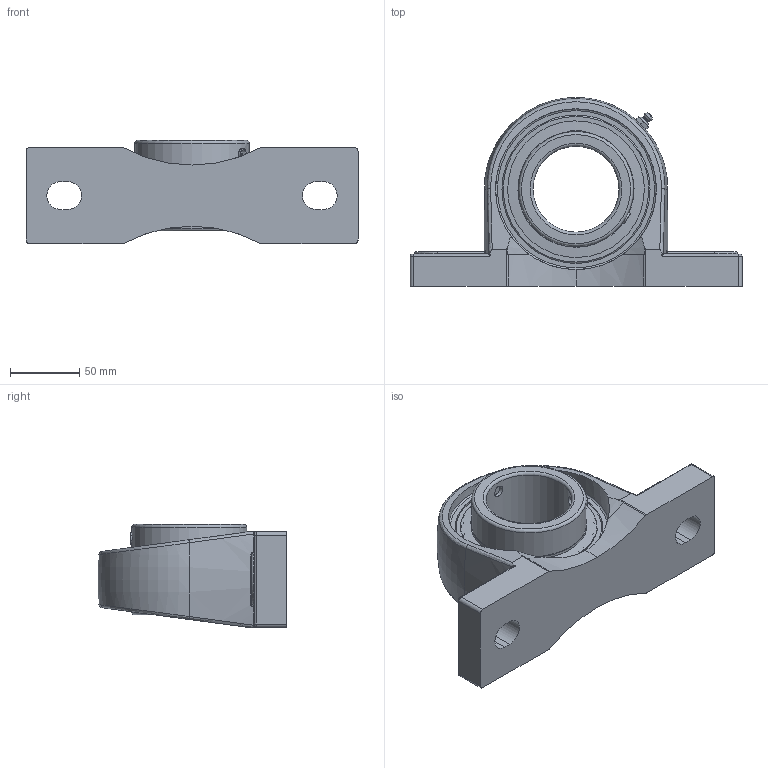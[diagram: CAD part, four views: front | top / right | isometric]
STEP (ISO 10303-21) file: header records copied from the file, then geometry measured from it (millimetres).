
FILE_DESCRIPTION(('HOOPS Exchange Step'),'2;1');
FILE_NAME('export-B11D9275-BC33-4CB0-8862-EA1607BC22E0.stp','2019-12-13T14:30:53-08:00',('ibuslach'),('Alibre'),'HOOPS Exchange 2019.2','Alibre','Unknown authorisation');
FILE_SCHEMA( ('AP242_MANAGED_MODEL_BASED_3D_ENGINEERING_MIM_LF {1 0 10303 442 1 1 4 }') );
Length unit declared in the file: centimetre
Products named in the file (7): MRN SP 212; UCP ZERK 9mm; SUC 212-39 RACES; SUC 212 SHIELD; SUC 212 SS; MRN SUC 212-39; MRN SUCP 212-39
Assembly tree (8 placements, depth 3):
  MRN SUCP 212-39
    MRN SP 212
    UCP ZERK 9mm
    MRN SUC 212-39
      SUC 212-39 RACES
      SUC 212 SHIELD  x2
      SUC 212 SS  x2
Bounding box: 239 x 135.89 x 74.2 mm (x, y, z)
Volume: 686261 mm3; surface area: 149458.5 mm2
Topology: 8 solids, 8 shells, 238 faces, 638 edges, 410 vertices
Faces by surface type: plane 75, cylinder 73, cone 30, torus 29, bspline 22, sphere 9
Full cylindrical faces by diameter (mm): 1.763 x2, 8.382 x4, 9 x2, 61.913 x1, 82.55 x4, 83.566 x2, 94.498 x2, 98.425 x2, 115.749 x2
Entity records: 14512 total; most frequent: CARTESIAN_POINT 8885, ORIENTED_EDGE 1170, DIRECTION 1155, EDGE_CURVE 585, AXIS2_PLACEMENT_3D 483, VERTEX_POINT 379, EDGE_LOOP 244, FACE_BOUND 244
